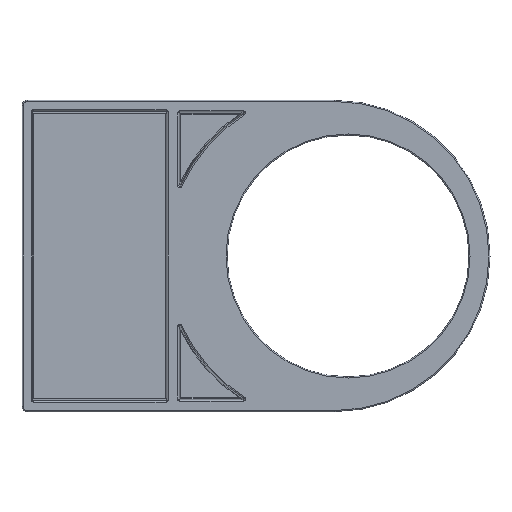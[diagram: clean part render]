
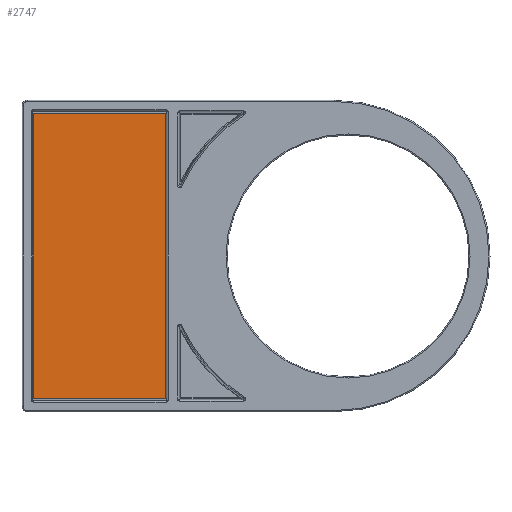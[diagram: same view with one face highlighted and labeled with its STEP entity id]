
A CAD part, front view. The second image highlights one B-rep face of the part: STEP entity #2747.
In plain terms, the highlighted face is planar.
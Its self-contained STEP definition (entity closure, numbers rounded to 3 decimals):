
#142=PLANE('',#3157);
#287=LINE('',#6054,#438);
#289=LINE('',#6058,#440);
#291=LINE('',#6062,#442);
#293=LINE('',#6065,#444);
#438=VECTOR('',#3994,10.);
#440=VECTOR('',#3998,10.);
#442=VECTOR('',#4002,10.);
#444=VECTOR('',#4006,10.);
#691=FACE_OUTER_BOUND('',#876,.T.);
#876=EDGE_LOOP('',(#2524,#2525,#2526,#2527));
#1315=VERTEX_POINT('',#6051);
#1316=VERTEX_POINT('',#6053);
#1317=VERTEX_POINT('',#6057);
#1318=VERTEX_POINT('',#6061);
#1715=EDGE_CURVE('',#1316,#1315,#287,.T.);
#1717=EDGE_CURVE('',#1317,#1316,#289,.T.);
#1719=EDGE_CURVE('',#1318,#1317,#291,.T.);
#1721=EDGE_CURVE('',#1315,#1318,#293,.T.);
#2524=ORIENTED_EDGE('',*,*,#1721,.T.);
#2525=ORIENTED_EDGE('',*,*,#1719,.T.);
#2526=ORIENTED_EDGE('',*,*,#1717,.T.);
#2527=ORIENTED_EDGE('',*,*,#1715,.T.);
#2747=ADVANCED_FACE('',(#691),#142,.T.);
#3157=AXIS2_PLACEMENT_3D('',#6066,#4007,#4008);
#3994=DIRECTION('',(0.,-1.,0.));
#3998=DIRECTION('',(0.,0.,-1.));
#4002=DIRECTION('',(0.,1.,0.));
#4006=DIRECTION('',(0.,0.,1.));
#4007=DIRECTION('center_axis',(-1.,0.,0.));
#4008=DIRECTION('ref_axis',(0.,0.,1.));
#6051=CARTESIAN_POINT('',(-0.75,-6.25,-13.7));
#6053=CARTESIAN_POINT('',(-0.75,6.25,-13.7));
#6054=CARTESIAN_POINT('',(-0.75,-6.25,-13.7));
#6057=CARTESIAN_POINT('',(-0.75,6.25,13.7));
#6058=CARTESIAN_POINT('',(-0.75,6.25,-13.7));
#6061=CARTESIAN_POINT('',(-0.75,-6.25,13.7));
#6062=CARTESIAN_POINT('',(-0.75,6.25,13.7));
#6065=CARTESIAN_POINT('',(-0.75,-6.25,13.7));
#6066=CARTESIAN_POINT('Origin',(-0.75,0.,0.));
